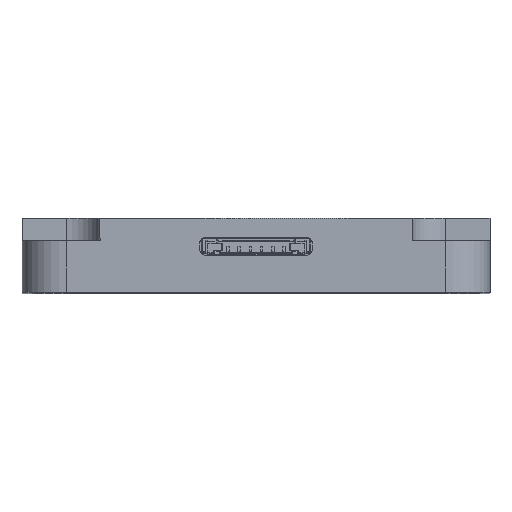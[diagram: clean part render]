
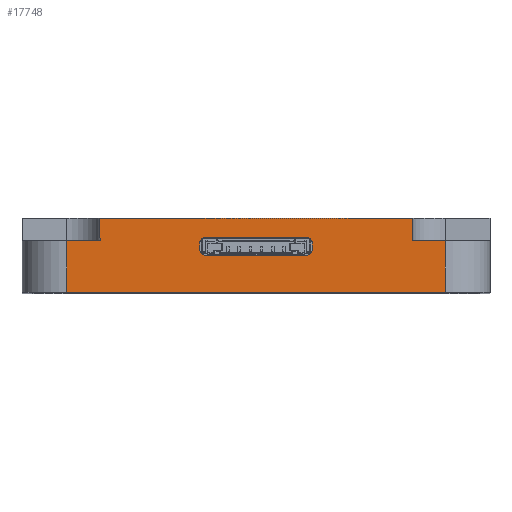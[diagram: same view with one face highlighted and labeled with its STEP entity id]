
A CAD part, top view. The second image highlights one B-rep face of the part: STEP entity #17748.
In plain terms, the highlighted planar face has unit normal (0, 0, 1).
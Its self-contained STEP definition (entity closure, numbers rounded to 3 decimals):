
#1936 = VECTOR ( 'NONE', #43462, 1000. ) ;
#2914 = CARTESIAN_POINT ( 'NONE',  ( 17., -1.74, 33.5 ) ) ;
#3331 = DIRECTION ( 'NONE',  ( 0., 1., 0. ) ) ;
#5543 = DIRECTION ( 'NONE',  ( 1., 0., 0. ) ) ;
#5612 = VERTEX_POINT ( 'NONE', #62490 ) ;
#7018 = CARTESIAN_POINT ( 'NONE',  ( 17., 2.9, 33.5 ) ) ;
#8157 = LINE ( 'NONE', #182706, #82524 ) ;
#8481 = VERTEX_POINT ( 'NONE', #176348 ) ;
#10526 = EDGE_CURVE ( 'NONE', #64230, #149380, #120419, .T. ) ;
#12879 = AXIS2_PLACEMENT_3D ( 'NONE', #18433, #122361, #33451 ) ;
#15078 = LINE ( 'NONE', #68141, #19753 ) ;
#15671 = VECTOR ( 'NONE', #155864, 1000. ) ;
#16137 = CARTESIAN_POINT ( 'NONE',  ( 5.05, 2.7, 33.5 ) ) ;
#16787 = EDGE_CURVE ( 'NONE', #8481, #174833, #41487, .T. ) ;
#17748 = ADVANCED_FACE ( 'NONE', ( #144920, #184279 ), #159286, .F. ) ;
#18433 = CARTESIAN_POINT ( 'NONE',  ( -4.55, 2.1, 33.5 ) ) ;
#18625 = CIRCLE ( 'NONE', #63933, 0.5 ) ;
#19753 = VECTOR ( 'NONE', #83052, 1000. ) ;
#20246 = ORIENTED_EDGE ( 'NONE', *, *, #49272, .F. ) ;
#20780 = CARTESIAN_POINT ( 'NONE',  ( -4.55, 3.2, 33.5 ) ) ;
#26105 = CARTESIAN_POINT ( 'NONE',  ( -17., 2.9, 33.5 ) ) ;
#27284 = DIRECTION ( 'NONE',  ( 1., 0., 0. ) ) ;
#28427 = EDGE_CURVE ( 'NONE', #5612, #151292, #169419, .T. ) ;
#28515 = CARTESIAN_POINT ( 'NONE',  ( -14., 2.9, 33.5 ) ) ;
#29343 = VERTEX_POINT ( 'NONE', #26105 ) ;
#29450 = CARTESIAN_POINT ( 'NONE',  ( 4.55, 2.1, 33.5 ) ) ;
#31255 = CARTESIAN_POINT ( 'NONE',  ( 14., 4.9, 33.5 ) ) ;
#33451 = DIRECTION ( 'NONE',  ( -1., 0., 0. ) ) ;
#35083 = VECTOR ( 'NONE', #55903, 1000. ) ;
#37237 = CARTESIAN_POINT ( 'NONE',  ( 14., 2.9, 33.5 ) ) ;
#39235 = ORIENTED_EDGE ( 'NONE', *, *, #159415, .T. ) ;
#40180 = CARTESIAN_POINT ( 'NONE',  ( -4.55, 2.7, 33.5 ) ) ;
#41487 = LINE ( 'NONE', #160241, #150451 ) ;
#41686 = EDGE_CURVE ( 'NONE', #93917, #41835, #67765, .T. ) ;
#41835 = VERTEX_POINT ( 'NONE', #139779 ) ;
#43462 = DIRECTION ( 'NONE',  ( 0., 1., 0. ) ) ;
#43651 = ORIENTED_EDGE ( 'NONE', *, *, #153616, .F. ) ;
#44394 = DIRECTION ( 'NONE',  ( -1., 0., 0. ) ) ;
#45330 = CARTESIAN_POINT ( 'NONE',  ( -4.55, 3.2, 33.5 ) ) ;
#45448 = ORIENTED_EDGE ( 'NONE', *, *, #97624, .F. ) ;
#48564 = ORIENTED_EDGE ( 'NONE', *, *, #172152, .F. ) ;
#49117 = VERTEX_POINT ( 'NONE', #162189 ) ;
#49272 = EDGE_CURVE ( 'NONE', #151292, #49117, #18625, .T. ) ;
#50276 = EDGE_CURVE ( 'NONE', #62826, #67171, #168824, .T. ) ;
#53267 = ORIENTED_EDGE ( 'NONE', *, *, #155139, .F. ) ;
#55050 = CARTESIAN_POINT ( 'NONE',  ( 17., 4.9, 33.5 ) ) ;
#55056 = DIRECTION ( 'NONE',  ( 1., 0., 0. ) ) ;
#55903 = DIRECTION ( 'NONE',  ( 1., 0., 0. ) ) ;
#56186 = DIRECTION ( 'NONE',  ( 0., 0., -1. ) ) ;
#58892 = EDGE_LOOP ( 'NONE', ( #167901, #53267, #48564, #84533, #45448, #178396, #127134, #20246 ) ) ;
#59410 = VECTOR ( 'NONE', #135479, 1000. ) ;
#61871 = VECTOR ( 'NONE', #173595, 1000. ) ;
#62490 = CARTESIAN_POINT ( 'NONE',  ( 4.55, 3.2, 33.5 ) ) ;
#62826 = VERTEX_POINT ( 'NONE', #101827 ) ;
#63933 = AXIS2_PLACEMENT_3D ( 'NONE', #40180, #143892, #55056 ) ;
#64230 = VERTEX_POINT ( 'NONE', #93451 ) ;
#65434 = DIRECTION ( 'NONE',  ( 1., 0., 0. ) ) ;
#67171 = VERTEX_POINT ( 'NONE', #31255 ) ;
#67765 = CIRCLE ( 'NONE', #12879, 0.5 ) ;
#68141 = CARTESIAN_POINT ( 'NONE',  ( -17., 4.9, 33.5 ) ) ;
#69047 = CARTESIAN_POINT ( 'NONE',  ( 4.55, 1.6, 33.5 ) ) ;
#72573 = VECTOR ( 'NONE', #65434, 1000. ) ;
#73214 = CIRCLE ( 'NONE', #77935, 0.5 ) ;
#77380 = CARTESIAN_POINT ( 'NONE',  ( 5.05, 2.7, 33.5 ) ) ;
#77935 = AXIS2_PLACEMENT_3D ( 'NONE', #29450, #133240, #44394 ) ;
#80864 = VECTOR ( 'NONE', #3331, 1000. ) ;
#81012 = ORIENTED_EDGE ( 'NONE', *, *, #85492, .F. ) ;
#82524 = VECTOR ( 'NONE', #93991, 1000. ) ;
#82737 = EDGE_CURVE ( 'NONE', #149380, #67171, #153433, .T. ) ;
#82905 = VERTEX_POINT ( 'NONE', #16137 ) ;
#83052 = DIRECTION ( 'NONE',  ( 0., -1., 0. ) ) ;
#84155 = ORIENTED_EDGE ( 'NONE', *, *, #185541, .F. ) ;
#84533 = ORIENTED_EDGE ( 'NONE', *, *, #146193, .F. ) ;
#84952 = CARTESIAN_POINT ( 'NONE',  ( 4.55, 2.7, 33.5 ) ) ;
#85393 = EDGE_CURVE ( 'NONE', #49117, #93917, #138277, .T. ) ;
#85422 = AXIS2_PLACEMENT_3D ( 'NONE', #145027, #56186, #159910 ) ;
#85492 = EDGE_CURVE ( 'NONE', #29343, #64230, #8157, .T. ) ;
#88998 = ORIENTED_EDGE ( 'NONE', *, *, #16787, .T. ) ;
#92547 = CIRCLE ( 'NONE', #147209, 0.5 ) ;
#93451 = CARTESIAN_POINT ( 'NONE',  ( -14., 2.9, 33.5 ) ) ;
#93917 = VERTEX_POINT ( 'NONE', #139474 ) ;
#93991 = DIRECTION ( 'NONE',  ( 1., 0., 0. ) ) ;
#97624 = EDGE_CURVE ( 'NONE', #41835, #102179, #144435, .T. ) ;
#99865 = DIRECTION ( 'NONE',  ( 1., 0., 0. ) ) ;
#100025 = ORIENTED_EDGE ( 'NONE', *, *, #10526, .F. ) ;
#101827 = CARTESIAN_POINT ( 'NONE',  ( 14., 2.9, 33.5 ) ) ;
#102179 = VERTEX_POINT ( 'NONE', #69047 ) ;
#105004 = VECTOR ( 'NONE', #5543, 1000. ) ;
#105922 = LINE ( 'NONE', #55050, #61871 ) ;
#111180 = EDGE_LOOP ( 'NONE', ( #178406, #100025, #81012, #39235, #88998, #84155, #43651, #152570 ) ) ;
#112004 = LINE ( 'NONE', #168376, #72573 ) ;
#120419 = LINE ( 'NONE', #28515, #1936 ) ;
#120629 = CARTESIAN_POINT ( 'NONE',  ( -5.05, 2.7, 33.5 ) ) ;
#122361 = DIRECTION ( 'NONE',  ( 0., 0., 1. ) ) ;
#124939 = LINE ( 'NONE', #77380, #80864 ) ;
#127134 = ORIENTED_EDGE ( 'NONE', *, *, #85393, .F. ) ;
#127606 = VERTEX_POINT ( 'NONE', #7018 ) ;
#130143 = VECTOR ( 'NONE', #149067, 1000. ) ;
#133240 = DIRECTION ( 'NONE',  ( 0., 0., 1. ) ) ;
#135479 = DIRECTION ( 'NONE',  ( 0., -1., 0. ) ) ;
#138277 = LINE ( 'NONE', #120629, #59410 ) ;
#139474 = CARTESIAN_POINT ( 'NONE',  ( -5.05, 2.1, 33.5 ) ) ;
#139779 = CARTESIAN_POINT ( 'NONE',  ( -4.55, 1.6, 33.5 ) ) ;
#140792 = CARTESIAN_POINT ( 'NONE',  ( 5.05, 2.1, 33.5 ) ) ;
#143892 = DIRECTION ( 'NONE',  ( 0., 0., 1. ) ) ;
#144435 = LINE ( 'NONE', #183218, #105004 ) ;
#144920 = FACE_BOUND ( 'NONE', #58892, .T. ) ;
#145027 = CARTESIAN_POINT ( 'NONE',  ( -17., 4.9, 33.5 ) ) ;
#146193 = EDGE_CURVE ( 'NONE', #102179, #190451, #73214, .T. ) ;
#147209 = AXIS2_PLACEMENT_3D ( 'NONE', #84952, #188537, #99865 ) ;
#149067 = DIRECTION ( 'NONE',  ( -1., 0., 0. ) ) ;
#149380 = VERTEX_POINT ( 'NONE', #185717 ) ;
#150451 = VECTOR ( 'NONE', #27284, 1000. ) ;
#151292 = VERTEX_POINT ( 'NONE', #20780 ) ;
#152570 = ORIENTED_EDGE ( 'NONE', *, *, #50276, .T. ) ;
#153433 = LINE ( 'NONE', #174441, #35083 ) ;
#153616 = EDGE_CURVE ( 'NONE', #62826, #127606, #112004, .T. ) ;
#155139 = EDGE_CURVE ( 'NONE', #82905, #5612, #92547, .T. ) ;
#155864 = DIRECTION ( 'NONE',  ( 0., 1., 0. ) ) ;
#159286 = PLANE ( 'NONE',  #85422 ) ;
#159415 = EDGE_CURVE ( 'NONE', #29343, #8481, #15078, .T. ) ;
#159910 = DIRECTION ( 'NONE',  ( -1., 0., 0. ) ) ;
#160241 = CARTESIAN_POINT ( 'NONE',  ( -17., -1.74, 33.5 ) ) ;
#162189 = CARTESIAN_POINT ( 'NONE',  ( -5.05, 2.7, 33.5 ) ) ;
#167901 = ORIENTED_EDGE ( 'NONE', *, *, #28427, .F. ) ;
#168376 = CARTESIAN_POINT ( 'NONE',  ( 14., 2.9, 33.5 ) ) ;
#168824 = LINE ( 'NONE', #37237, #15671 ) ;
#169419 = LINE ( 'NONE', #45330, #130143 ) ;
#172152 = EDGE_CURVE ( 'NONE', #190451, #82905, #124939, .T. ) ;
#173595 = DIRECTION ( 'NONE',  ( 0., -1., 0. ) ) ;
#174441 = CARTESIAN_POINT ( 'NONE',  ( -17., 4.9, 33.5 ) ) ;
#174833 = VERTEX_POINT ( 'NONE', #2914 ) ;
#176348 = CARTESIAN_POINT ( 'NONE',  ( -17., -1.74, 33.5 ) ) ;
#178396 = ORIENTED_EDGE ( 'NONE', *, *, #41686, .F. ) ;
#178406 = ORIENTED_EDGE ( 'NONE', *, *, #82737, .F. ) ;
#182706 = CARTESIAN_POINT ( 'NONE',  ( -17., 2.9, 33.5 ) ) ;
#183218 = CARTESIAN_POINT ( 'NONE',  ( -4.55, 1.6, 33.5 ) ) ;
#184279 = FACE_OUTER_BOUND ( 'NONE', #111180, .T. ) ;
#185541 = EDGE_CURVE ( 'NONE', #127606, #174833, #105922, .T. ) ;
#185717 = CARTESIAN_POINT ( 'NONE',  ( -14., 4.9, 33.5 ) ) ;
#188537 = DIRECTION ( 'NONE',  ( 0., 0., 1. ) ) ;
#190451 = VERTEX_POINT ( 'NONE', #140792 ) ;
